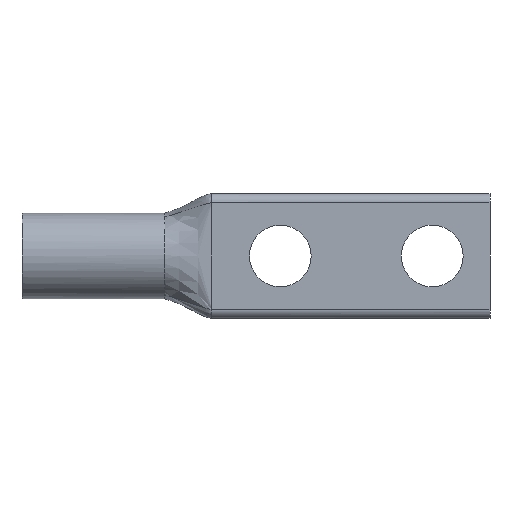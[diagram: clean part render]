
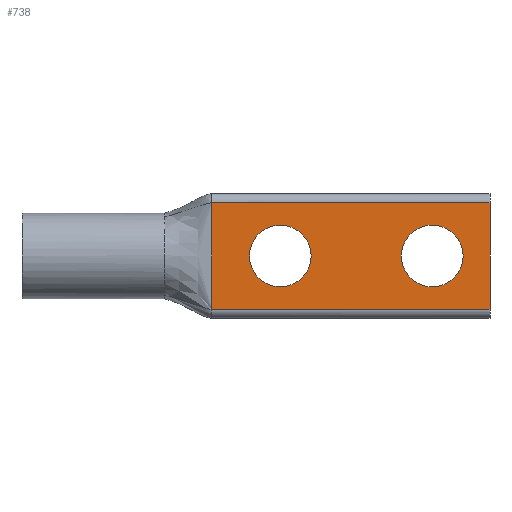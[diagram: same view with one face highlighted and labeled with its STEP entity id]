
A CAD part, front view. The second image highlights one B-rep face of the part: STEP entity #738.
In plain terms, the highlighted planar face has unit normal (0, -1, 0).
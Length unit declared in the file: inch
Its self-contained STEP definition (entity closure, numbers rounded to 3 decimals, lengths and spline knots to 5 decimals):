
#20 = CARTESIAN_POINT ( 'NONE',  ( 3.90873, 0., 0.35 ) ) ;
#35 = VERTEX_POINT ( 'NONE', #1376 ) ;
#69 = ORIENTED_EDGE ( 'NONE', *, *, #1248, .T. ) ;
#105 = AXIS2_PLACEMENT_3D ( 'NONE', #1733, #463, #1252 ) ;
#165 = ORIENTED_EDGE ( 'NONE', *, *, #869, .F. ) ;
#171 = LINE ( 'NONE', #20, #645 ) ;
#203 = DIRECTION ( 'NONE',  ( 0., 0., -1. ) ) ;
#236 = EDGE_LOOP ( 'NONE', ( #1670, #1256 ) ) ;
#265 = VERTEX_POINT ( 'NONE', #1315 ) ;
#300 = CARTESIAN_POINT ( 'NONE',  ( 1.7, 0., 0. ) ) ;
#313 = CARTESIAN_POINT ( 'NONE',  ( 1.7, 0., 0.203 ) ) ;
#328 = VERTEX_POINT ( 'NONE', #1072 ) ;
#358 = CARTESIAN_POINT ( 'NONE',  ( 2.7, 0., 0. ) ) ;
#400 = CARTESIAN_POINT ( 'NONE',  ( 2.7, 0., 0. ) ) ;
#432 = VERTEX_POINT ( 'NONE', #1905 ) ;
#433 = AXIS2_PLACEMENT_3D ( 'NONE', #400, #1472, #1322 ) ;
#453 = AXIS2_PLACEMENT_3D ( 'NONE', #476, #1091, #1273 ) ;
#463 = DIRECTION ( 'NONE',  ( 0., -1., 0. ) ) ;
#476 = CARTESIAN_POINT ( 'NONE',  ( 1.7, 0., 0. ) ) ;
#491 = CIRCLE ( 'NONE', #1627, 0.203 ) ;
#502 = VERTEX_POINT ( 'NONE', #706 ) ;
#506 = EDGE_CURVE ( 'NONE', #502, #35, #1317, .T. ) ;
#507 = FACE_BOUND ( 'NONE', #236, .T. ) ;
#509 = ORIENTED_EDGE ( 'NONE', *, *, #1106, .T. ) ;
#534 = EDGE_CURVE ( 'NONE', #35, #502, #1709, .T. ) ;
#556 = VERTEX_POINT ( 'NONE', #1369 ) ;
#614 = ORIENTED_EDGE ( 'NONE', *, *, #1160, .F. ) ;
#639 = DIRECTION ( 'NONE',  ( 0., 0., 1. ) ) ;
#645 = VECTOR ( 'NONE', #1595, 39.37008 ) ;
#668 = EDGE_LOOP ( 'NONE', ( #69, #1335 ) ) ;
#684 = VERTEX_POINT ( 'NONE', #1701 ) ;
#706 = CARTESIAN_POINT ( 'NONE',  ( 2.7, 0., -0.203 ) ) ;
#738 = ADVANCED_FACE ( 'NONE', ( #1432, #1743, #507 ), #791, .T. ) ;
#772 = CARTESIAN_POINT ( 'NONE',  ( 3.08, 0., 0. ) ) ;
#791 = PLANE ( 'NONE',  #105 ) ;
#869 = EDGE_CURVE ( 'NONE', #432, #265, #1888, .T. ) ;
#876 = EDGE_CURVE ( 'NONE', #432, #684, #171, .T. ) ;
#900 = EDGE_CURVE ( 'NONE', #328, #1212, #1338, .T. ) ;
#992 = LINE ( 'NONE', #1626, #2024 ) ;
#1072 = CARTESIAN_POINT ( 'NONE',  ( 1.7, 0., -0.203 ) ) ;
#1086 = EDGE_LOOP ( 'NONE', ( #1988, #509, #614, #165 ) ) ;
#1091 = DIRECTION ( 'NONE',  ( 0., 1., 0. ) ) ;
#1106 = EDGE_CURVE ( 'NONE', #684, #556, #992, .T. ) ;
#1139 = VECTOR ( 'NONE', #1368, 39.37008 ) ;
#1160 = EDGE_CURVE ( 'NONE', #265, #556, #1975, .T. ) ;
#1167 = DIRECTION ( 'NONE',  ( 0., 1., 0. ) ) ;
#1212 = VERTEX_POINT ( 'NONE', #313 ) ;
#1229 = CARTESIAN_POINT ( 'NONE',  ( 3.90873, 0., -0.35 ) ) ;
#1239 = DIRECTION ( 'NONE',  ( 0., 1., 0. ) ) ;
#1248 = EDGE_CURVE ( 'NONE', #1212, #328, #491, .T. ) ;
#1252 = DIRECTION ( 'NONE',  ( 0., 0., -1. ) ) ;
#1256 = ORIENTED_EDGE ( 'NONE', *, *, #506, .T. ) ;
#1273 = DIRECTION ( 'NONE',  ( 0., 0., 1. ) ) ;
#1301 = DIRECTION ( 'NONE',  ( 0., 0., 1. ) ) ;
#1315 = CARTESIAN_POINT ( 'NONE',  ( 3.08, 0., -0.35 ) ) ;
#1317 = CIRCLE ( 'NONE', #433, 0.203 ) ;
#1322 = DIRECTION ( 'NONE',  ( 0., 0., 1. ) ) ;
#1335 = ORIENTED_EDGE ( 'NONE', *, *, #900, .T. ) ;
#1338 = CIRCLE ( 'NONE', #453, 0.203 ) ;
#1368 = DIRECTION ( 'NONE',  ( -1., 0., 0. ) ) ;
#1369 = CARTESIAN_POINT ( 'NONE',  ( 1.25, 0., -0.35 ) ) ;
#1376 = CARTESIAN_POINT ( 'NONE',  ( 2.7, 0., 0.203 ) ) ;
#1432 = FACE_OUTER_BOUND ( 'NONE', #1086, .T. ) ;
#1472 = DIRECTION ( 'NONE',  ( 0., 1., 0. ) ) ;
#1529 = VECTOR ( 'NONE', #1575, 39.37008 ) ;
#1575 = DIRECTION ( 'NONE',  ( 0., 0., -1. ) ) ;
#1595 = DIRECTION ( 'NONE',  ( -1., 0., 0. ) ) ;
#1626 = CARTESIAN_POINT ( 'NONE',  ( 1.25, 0., 0. ) ) ;
#1627 = AXIS2_PLACEMENT_3D ( 'NONE', #300, #1239, #639 ) ;
#1642 = AXIS2_PLACEMENT_3D ( 'NONE', #358, #1167, #1301 ) ;
#1670 = ORIENTED_EDGE ( 'NONE', *, *, #534, .T. ) ;
#1701 = CARTESIAN_POINT ( 'NONE',  ( 1.25, 0., 0.35 ) ) ;
#1709 = CIRCLE ( 'NONE', #1642, 0.203 ) ;
#1733 = CARTESIAN_POINT ( 'NONE',  ( 3.90873, 0., 0. ) ) ;
#1743 = FACE_BOUND ( 'NONE', #668, .T. ) ;
#1888 = LINE ( 'NONE', #772, #1529 ) ;
#1905 = CARTESIAN_POINT ( 'NONE',  ( 3.08, 0., 0.35 ) ) ;
#1975 = LINE ( 'NONE', #1229, #1139 ) ;
#1988 = ORIENTED_EDGE ( 'NONE', *, *, #876, .T. ) ;
#2024 = VECTOR ( 'NONE', #203, 39.37008 ) ;
